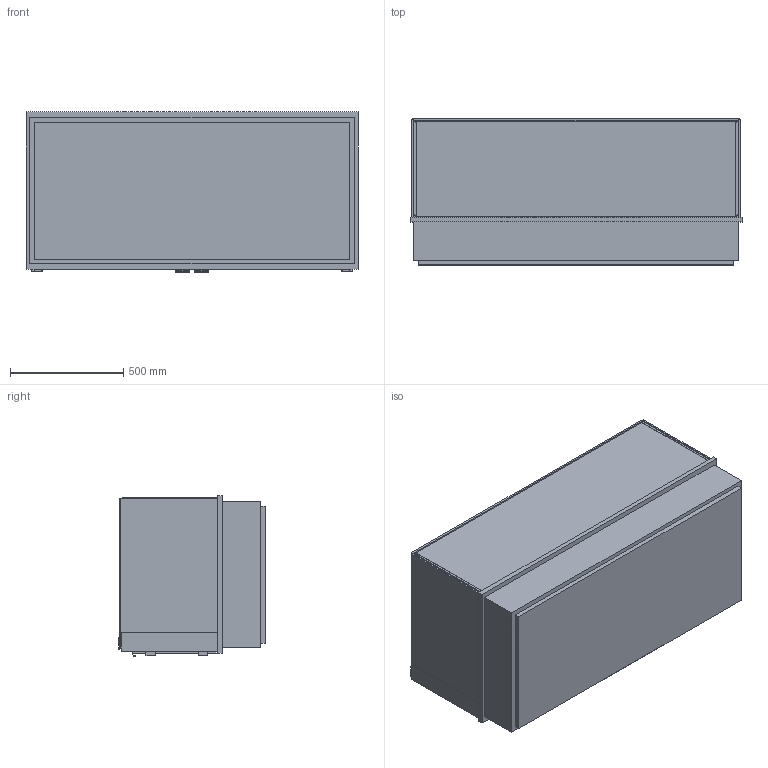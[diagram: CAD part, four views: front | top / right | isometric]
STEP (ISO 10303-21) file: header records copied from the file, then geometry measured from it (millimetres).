
FILE_DESCRIPTION (( 'STEP AP214' ), '1' );
FILE_NAME ('EU533043_W GE-146-45-EC HOT MARIE.STEP', '2022-05-09T05:46:31', ( '' ), ( '' ), 'SwSTEP 2.0', 'SolidWorks 2017', '' );
FILE_SCHEMA (( 'AUTOMOTIVE_DESIGN' ));
Length unit declared in the file: millimetre
Products named in the file (1): EU533043_W GE-146-45-EC HOT MARIE
Bounding box: 1465 x 646 x 707 mm (x, y, z)
Volume: 129228894.2 mm3; surface area: 10995953.3 mm2
Topology: 27 solids, 27 shells, 290 faces, 688 edges, 458 vertices
Faces by surface type: plane 252, cylinder 38
Entity records: 8804 total; most frequent: CARTESIAN_POINT 1461, ORIENTED_EDGE 1376, DIRECTION 1338, EDGE_CURVE 688, LINE 604, VECTOR 604, VERTEX_POINT 458, AXIS2_PLACEMENT_3D 367
